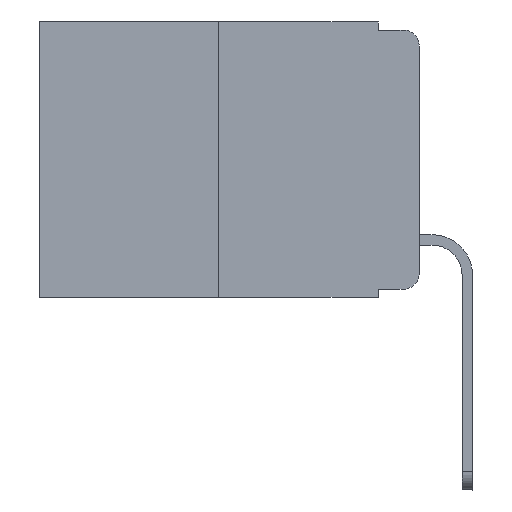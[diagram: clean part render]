
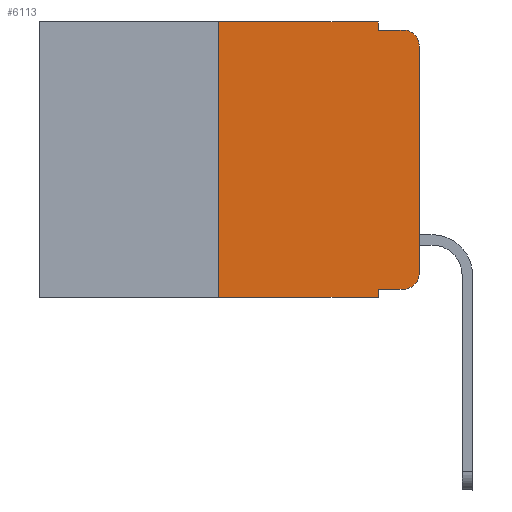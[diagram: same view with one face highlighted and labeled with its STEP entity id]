
A CAD part, left-side view. The second image highlights one B-rep face of the part: STEP entity #6113.
In plain terms, the highlighted planar face has unit normal (-1, 0, 0).
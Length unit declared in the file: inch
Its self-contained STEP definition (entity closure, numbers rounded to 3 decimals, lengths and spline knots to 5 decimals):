
#133 = DIRECTION ( 'NONE',  ( 0., 0., -1. ) ) ;
#146 = ORIENTED_EDGE ( 'NONE', *, *, #15859, .F. ) ;
#384 = ORIENTED_EDGE ( 'NONE', *, *, #10939, .F. ) ;
#554 = DIRECTION ( 'NONE',  ( 0., 0., -1. ) ) ;
#1157 = VERTEX_POINT ( 'NONE', #5313 ) ;
#1541 = CARTESIAN_POINT ( 'NONE',  ( 0., 0.25, 0. ) ) ;
#1818 = AXIS2_PLACEMENT_3D ( 'NONE', #4640, #23531, #554 ) ;
#2097 = CARTESIAN_POINT ( 'NONE',  ( 0., 0.02, -0.333 ) ) ;
#2465 = ORIENTED_EDGE ( 'NONE', *, *, #7566, .T. ) ;
#2468 = DIRECTION ( 'NONE',  ( 0., -1., 0. ) ) ;
#2544 = DIRECTION ( 'NONE',  ( 0., 0., 1. ) ) ;
#2611 = EDGE_CURVE ( 'NONE', #18082, #13460, #6047, .T. ) ;
#3293 = VECTOR ( 'NONE', #4544, 39.37008 ) ;
#3517 = EDGE_CURVE ( 'NONE', #16076, #13888, #19344, .T. ) ;
#3561 = VERTEX_POINT ( 'NONE', #13964 ) ;
#3591 = EDGE_CURVE ( 'NONE', #1157, #16076, #12170, .T. ) ;
#3821 = VECTOR ( 'NONE', #16756, 39.37008 ) ;
#4174 = CARTESIAN_POINT ( 'NONE',  ( 0., 0.02, -0.01 ) ) ;
#4544 = DIRECTION ( 'NONE',  ( 0., -1., 0. ) ) ;
#4640 = CARTESIAN_POINT ( 'NONE',  ( 0., 0.473, 0. ) ) ;
#4761 = LINE ( 'NONE', #12469, #16651 ) ;
#5042 = EDGE_CURVE ( 'NONE', #22039, #3561, #4761, .T. ) ;
#5313 = CARTESIAN_POINT ( 'NONE',  ( 0., 0., -0.313 ) ) ;
#5794 = DIRECTION ( 'NONE',  ( 0., 0., -1. ) ) ;
#6047 = LINE ( 'NONE', #23426, #19478 ) ;
#6113 = ADVANCED_FACE ( 'NONE', ( #21167 ), #8440, .F. ) ;
#6149 = LINE ( 'NONE', #23650, #10509 ) ;
#7013 = AXIS2_PLACEMENT_3D ( 'NONE', #15672, #17464, #5794 ) ;
#7566 = EDGE_CURVE ( 'NONE', #14560, #13460, #12642, .T. ) ;
#7816 = ORIENTED_EDGE ( 'NONE', *, *, #11419, .T. ) ;
#7929 = EDGE_CURVE ( 'NONE', #19054, #13888, #8447, .T. ) ;
#8008 = VECTOR ( 'NONE', #8372, 39.37008 ) ;
#8093 = ORIENTED_EDGE ( 'NONE', *, *, #5042, .F. ) ;
#8372 = DIRECTION ( 'NONE',  ( 0., -1., 0. ) ) ;
#8440 = PLANE ( 'NONE',  #1818 ) ;
#8447 = LINE ( 'NONE', #20115, #11778 ) ;
#8683 = ORIENTED_EDGE ( 'NONE', *, *, #7929, .F. ) ;
#8858 = CARTESIAN_POINT ( 'NONE',  ( 0., 0.473, -0.343 ) ) ;
#10285 = CARTESIAN_POINT ( 'NONE',  ( 0., 0., -0.03 ) ) ;
#10509 = VECTOR ( 'NONE', #12213, 39.37008 ) ;
#10578 = CARTESIAN_POINT ( 'NONE',  ( 0., 0.051, -0.333 ) ) ;
#10939 = EDGE_CURVE ( 'NONE', #14560, #22039, #22453, .T. ) ;
#11419 = EDGE_CURVE ( 'NONE', #19078, #1157, #15522, .T. ) ;
#11756 = ORIENTED_EDGE ( 'NONE', *, *, #3591, .T. ) ;
#11778 = VECTOR ( 'NONE', #2468, 39.37008 ) ;
#12170 = LINE ( 'NONE', #14214, #22504 ) ;
#12213 = DIRECTION ( 'NONE',  ( 0., 0., -1. ) ) ;
#12469 = CARTESIAN_POINT ( 'NONE',  ( 0., 0.473, 0. ) ) ;
#12561 = ORIENTED_EDGE ( 'NONE', *, *, #13759, .T. ) ;
#12642 = LINE ( 'NONE', #8858, #3293 ) ;
#12798 = CARTESIAN_POINT ( 'NONE',  ( 0., 0.25, 0. ) ) ;
#13460 = VERTEX_POINT ( 'NONE', #19695 ) ;
#13758 = DIRECTION ( 'NONE',  ( 0., 0., -1. ) ) ;
#13759 = EDGE_CURVE ( 'NONE', #18082, #19078, #21433, .T. ) ;
#13888 = VERTEX_POINT ( 'NONE', #4174 ) ;
#13964 = CARTESIAN_POINT ( 'NONE',  ( 0., 0.051, 0. ) ) ;
#14214 = CARTESIAN_POINT ( 'NONE',  ( 0., 0., 0. ) ) ;
#14560 = VERTEX_POINT ( 'NONE', #18966 ) ;
#15522 = CIRCLE ( 'NONE', #7013, 0.02 ) ;
#15672 = CARTESIAN_POINT ( 'NONE',  ( 0., 0.02, -0.313 ) ) ;
#15859 = EDGE_CURVE ( 'NONE', #3561, #19054, #6149, .T. ) ;
#16076 = VERTEX_POINT ( 'NONE', #10285 ) ;
#16651 = VECTOR ( 'NONE', #20221, 39.37008 ) ;
#16756 = DIRECTION ( 'NONE',  ( 0., 0., 1. ) ) ;
#17464 = DIRECTION ( 'NONE',  ( -1., 0., 0. ) ) ;
#18082 = VERTEX_POINT ( 'NONE', #10578 ) ;
#18966 = CARTESIAN_POINT ( 'NONE',  ( 0., 0.25, -0.343 ) ) ;
#19052 = DIRECTION ( 'NONE',  ( -1., 0., 0. ) ) ;
#19054 = VERTEX_POINT ( 'NONE', #24962 ) ;
#19078 = VERTEX_POINT ( 'NONE', #2097 ) ;
#19344 = CIRCLE ( 'NONE', #22192, 0.02 ) ;
#19478 = VECTOR ( 'NONE', #13758, 39.37008 ) ;
#19695 = CARTESIAN_POINT ( 'NONE',  ( 0., 0.051, -0.343 ) ) ;
#20115 = CARTESIAN_POINT ( 'NONE',  ( 0., 0.051, -0.01 ) ) ;
#20221 = DIRECTION ( 'NONE',  ( 0., -1., 0. ) ) ;
#21167 = FACE_OUTER_BOUND ( 'NONE', #22762, .T. ) ;
#21433 = LINE ( 'NONE', #21558, #8008 ) ;
#21558 = CARTESIAN_POINT ( 'NONE',  ( 0., 0.051, -0.333 ) ) ;
#22039 = VERTEX_POINT ( 'NONE', #1541 ) ;
#22192 = AXIS2_PLACEMENT_3D ( 'NONE', #23125, #19052, #133 ) ;
#22371 = ORIENTED_EDGE ( 'NONE', *, *, #3517, .T. ) ;
#22453 = LINE ( 'NONE', #12798, #3821 ) ;
#22504 = VECTOR ( 'NONE', #2544, 39.37008 ) ;
#22762 = EDGE_LOOP ( 'NONE', ( #11756, #22371, #8683, #146, #8093, #384, #2465, #23403, #12561, #7816 ) ) ;
#23125 = CARTESIAN_POINT ( 'NONE',  ( 0., 0.02, -0.03 ) ) ;
#23403 = ORIENTED_EDGE ( 'NONE', *, *, #2611, .F. ) ;
#23426 = CARTESIAN_POINT ( 'NONE',  ( 0., 0.051, 0. ) ) ;
#23531 = DIRECTION ( 'NONE',  ( 1., 0., 0. ) ) ;
#23650 = CARTESIAN_POINT ( 'NONE',  ( 0., 0.051, 0. ) ) ;
#24962 = CARTESIAN_POINT ( 'NONE',  ( 0., 0.051, -0.01 ) ) ;
